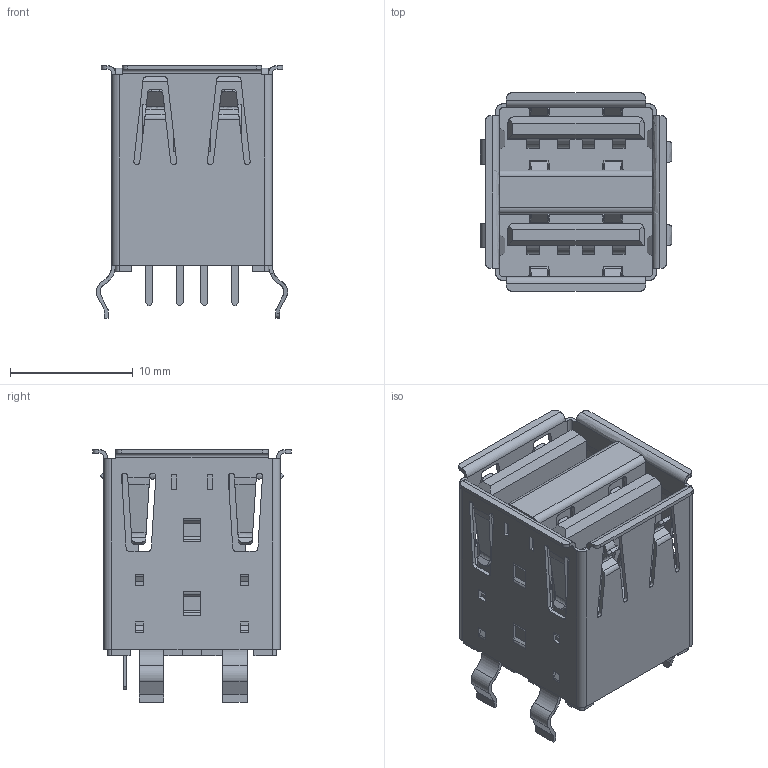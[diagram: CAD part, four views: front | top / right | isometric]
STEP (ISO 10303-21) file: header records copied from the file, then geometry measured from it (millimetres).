
FILE_DESCRIPTION(('FreeCAD Model'),'2;1');
FILE_NAME('Open CASCADE Shape Model','2024-06-25T15:10:05',('Author'),( ''),'Open CASCADE STEP processor 7.6','FreeCAD','Unknown');
FILE_SCHEMA(('AUTOMOTIVE_DESIGN { 1 0 10303 214 1 1 1 1 }'));
Length unit declared in the file: millimetre
Products named in the file (1): KUSBVX_AS2N_B_1_A
Bounding box: 15.6 x 16.2 x 20.6 mm (x, y, z)
Surface area: 2966.2 mm2 (no closed solid volume)
Topology: 0 solids, 718 shells, 718 faces, 5514 edges, 5508 vertices
Faces by surface type: bspline 488, revolution 230
Entity records: 59761 total; most frequent: CARTESIAN_POINT 18465, ORIENTED_EDGE 5508, EDGE_CURVE 5508, VERTEX_POINT 5508, DIRECTION 4286, LINE 3262, VECTOR 3262, B_SPLINE_CURVE_WITH_KNOTS 2036
